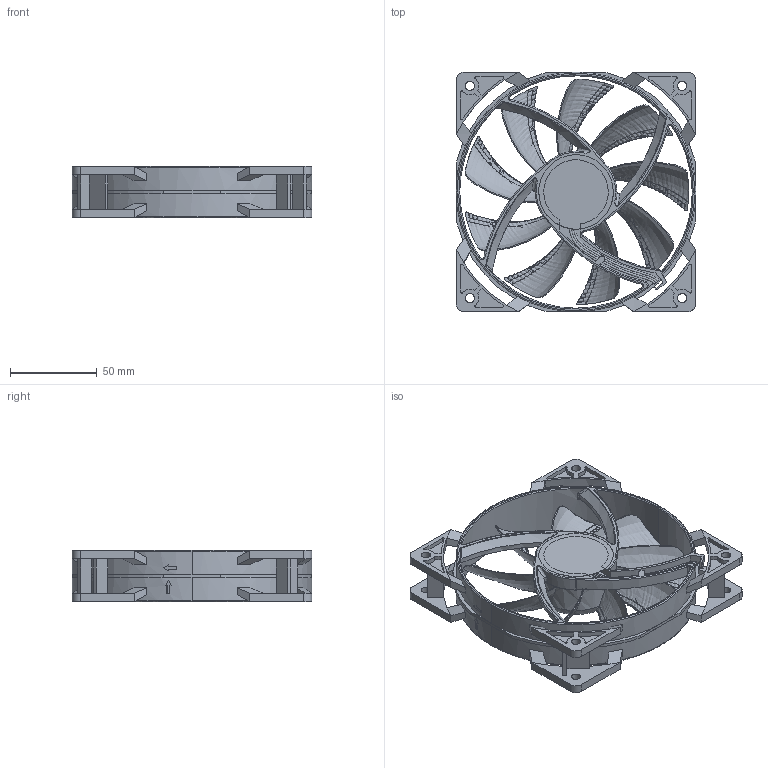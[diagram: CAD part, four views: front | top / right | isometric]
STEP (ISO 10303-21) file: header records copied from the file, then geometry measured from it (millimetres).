
FILE_DESCRIPTION(('FreeCAD Model'),'2;1');
FILE_NAME('Open CASCADE Shape Model','2025-04-29T13:42:43',('FreeCAD'),( 'FreeCAD'),'Open CASCADE STEP processor 7.6','FreeCAD','Unknown');
FILE_SCHEMA(('AUTOMOTIVE_DESIGN { 1 0 10303 214 1 1 1 1 }'));
Products named in the file (1): Open CASCADE STEP translator 7.6 1
Bounding box: 138.03 x 138.03 x 29.69 mm (x, y, z)
Volume: 80470.8 mm3; surface area: 90566.7 mm2
Topology: 5 solids, 5 shells, 968 faces, 2553 edges, 1601 vertices
Faces by surface type: bspline 968
Entity records: 313117 total; most frequent: CARTESIAN_POINT 298187, ORIENTED_EDGE 5106, EDGE_CURVE 2553, B_SPLINE_CURVE_WITH_KNOTS 1974, VERTEX_POINT 1601, FACE_BOUND 1026, EDGE_LOOP 1026, ADVANCED_FACE 968
